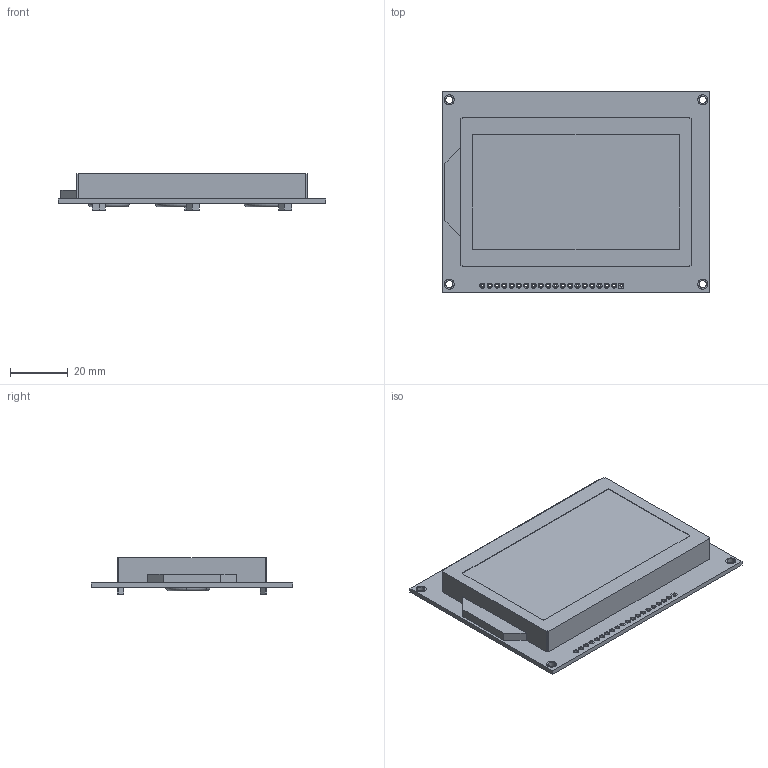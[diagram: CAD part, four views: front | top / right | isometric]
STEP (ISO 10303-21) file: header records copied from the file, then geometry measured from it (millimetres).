
FILE_DESCRIPTION (( 'STEP AP214' ), '1' );
FILE_NAME ('NHD-12864AZ.STEP', '2017-08-31T13:37:22', ( '' ), ( '' ), 'SwSTEP 2.0', 'SolidWorks 2017', '' );
FILE_SCHEMA (( 'AUTOMOTIVE_DESIGN' ));
Length unit declared in the file: millimetre
Products named in the file (1): NHD-12864AZ
Bounding box: 93 x 70 x 12.6 mm (x, y, z)
Volume: 47011.2 mm3; surface area: 16693.4 mm2
Topology: 2 solids, 2 shells, 281 faces, 657 edges, 439 vertices
Faces by surface type: cylinder 144, plane 131, torus 6
Entity records: 10621 total; most frequent: DIRECTION 1527, CARTESIAN_POINT 1378, ORIENTED_EDGE 1314, EDGE_CURVE 657, AXIS2_PLACEMENT_3D 588, VERTEX_POINT 439, EDGE_LOOP 388, LINE 351
